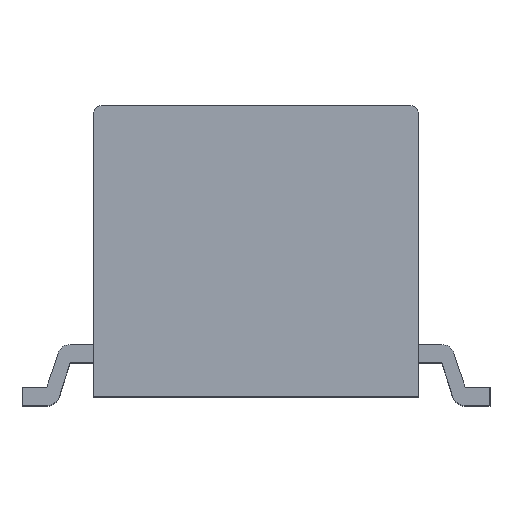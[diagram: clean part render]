
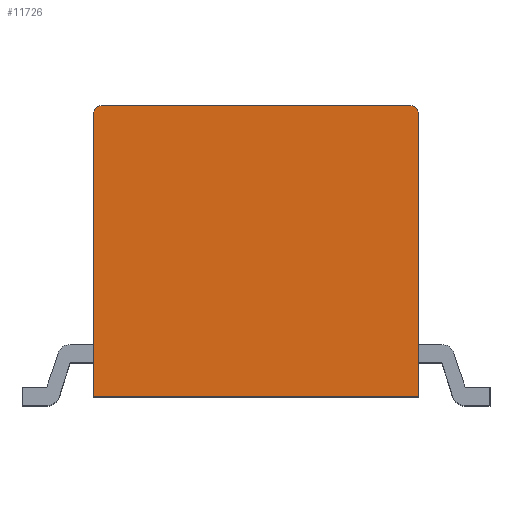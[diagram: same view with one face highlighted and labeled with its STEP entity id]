
A CAD part, top view. The second image highlights one B-rep face of the part: STEP entity #11726.
In plain terms, the highlighted face is planar.
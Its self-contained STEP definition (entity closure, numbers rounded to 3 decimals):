
#211 = EDGE_CURVE ( 'NONE', #8011, #8612, #1707, .T. ) ;
#1083 = DIRECTION ( 'NONE',  ( 0., 0., -1. ) ) ;
#1215 = EDGE_LOOP ( 'NONE', ( #13356, #4546, #15100, #12618, #15281, #5387 ) ) ;
#1456 = CARTESIAN_POINT ( 'NONE',  ( -3.2, -2.86, -11.5 ) ) ;
#1586 = VECTOR ( 'NONE', #10080, 1000. ) ;
#1707 = LINE ( 'NONE', #4881, #14831 ) ;
#2098 = CARTESIAN_POINT ( 'NONE',  ( 3.2, 2.71, -11.5 ) ) ;
#3244 = CIRCLE ( 'NONE', #15449, 0.15 ) ;
#3263 = VECTOR ( 'NONE', #12574, 1000. ) ;
#4339 = DIRECTION ( 'NONE',  ( 0., 0., 1. ) ) ;
#4447 = DIRECTION ( 'NONE',  ( -1., 0., 0. ) ) ;
#4546 = ORIENTED_EDGE ( 'NONE', *, *, #10766, .F. ) ;
#4692 = CARTESIAN_POINT ( 'NONE',  ( 0., 0., -11.5 ) ) ;
#4881 = CARTESIAN_POINT ( 'NONE',  ( -3.2, 2.86, -11.5 ) ) ;
#5205 = CARTESIAN_POINT ( 'NONE',  ( 3.2, 2.86, -11.5 ) ) ;
#5387 = ORIENTED_EDGE ( 'NONE', *, *, #7013, .F. ) ;
#5585 = AXIS2_PLACEMENT_3D ( 'NONE', #4692, #1083, #9677 ) ;
#5913 = DIRECTION ( 'NONE',  ( 0., 0., 1. ) ) ;
#6475 = CIRCLE ( 'NONE', #12500, 0.15 ) ;
#7013 = EDGE_CURVE ( 'NONE', #7704, #8011, #6475, .T. ) ;
#7533 = CARTESIAN_POINT ( 'NONE',  ( 3.2, -2.86, -11.5 ) ) ;
#7704 = VERTEX_POINT ( 'NONE', #2098 ) ;
#7852 = VERTEX_POINT ( 'NONE', #12329 ) ;
#8011 = VERTEX_POINT ( 'NONE', #10166 ) ;
#8453 = PLANE ( 'NONE',  #5585 ) ;
#8612 = VERTEX_POINT ( 'NONE', #13024 ) ;
#8785 = LINE ( 'NONE', #11225, #15389 ) ;
#9677 = DIRECTION ( 'NONE',  ( 1., 0., 0. ) ) ;
#10080 = DIRECTION ( 'NONE',  ( 1., 0., 0. ) ) ;
#10166 = CARTESIAN_POINT ( 'NONE',  ( 3.05, 2.86, -11.5 ) ) ;
#10766 = EDGE_CURVE ( 'NONE', #14640, #11393, #14341, .T. ) ;
#10852 = EDGE_CURVE ( 'NONE', #11393, #7704, #13132, .T. ) ;
#11182 = EDGE_CURVE ( 'NONE', #8612, #7852, #3244, .T. ) ;
#11225 = CARTESIAN_POINT ( 'NONE',  ( -3.2, 2.86, -11.5 ) ) ;
#11234 = CARTESIAN_POINT ( 'NONE',  ( -3.2, -2.86, -11.5 ) ) ;
#11393 = VERTEX_POINT ( 'NONE', #7533 ) ;
#11726 = ADVANCED_FACE ( 'NONE', ( #14268 ), #8453, .T. ) ;
#11786 = CARTESIAN_POINT ( 'NONE',  ( 3.05, 2.71, -11.5 ) ) ;
#12329 = CARTESIAN_POINT ( 'NONE',  ( -3.2, 2.71, -11.5 ) ) ;
#12500 = AXIS2_PLACEMENT_3D ( 'NONE', #11786, #4339, #13006 ) ;
#12574 = DIRECTION ( 'NONE',  ( 0., 1., 0. ) ) ;
#12618 = ORIENTED_EDGE ( 'NONE', *, *, #11182, .F. ) ;
#13006 = DIRECTION ( 'NONE',  ( 1., 0., 0. ) ) ;
#13024 = CARTESIAN_POINT ( 'NONE',  ( -3.05, 2.86, -11.5 ) ) ;
#13132 = LINE ( 'NONE', #5205, #3263 ) ;
#13317 = CARTESIAN_POINT ( 'NONE',  ( -3.05, 2.71, -11.5 ) ) ;
#13356 = ORIENTED_EDGE ( 'NONE', *, *, #10852, .F. ) ;
#13649 = DIRECTION ( 'NONE',  ( 0., -1., 0. ) ) ;
#14268 = FACE_OUTER_BOUND ( 'NONE', #1215, .T. ) ;
#14341 = LINE ( 'NONE', #11234, #1586 ) ;
#14600 = DIRECTION ( 'NONE',  ( 1., 0., 0. ) ) ;
#14640 = VERTEX_POINT ( 'NONE', #1456 ) ;
#14831 = VECTOR ( 'NONE', #4447, 1000. ) ;
#15100 = ORIENTED_EDGE ( 'NONE', *, *, #15515, .F. ) ;
#15281 = ORIENTED_EDGE ( 'NONE', *, *, #211, .F. ) ;
#15389 = VECTOR ( 'NONE', #13649, 1000. ) ;
#15449 = AXIS2_PLACEMENT_3D ( 'NONE', #13317, #5913, #14600 ) ;
#15515 = EDGE_CURVE ( 'NONE', #7852, #14640, #8785, .T. ) ;
